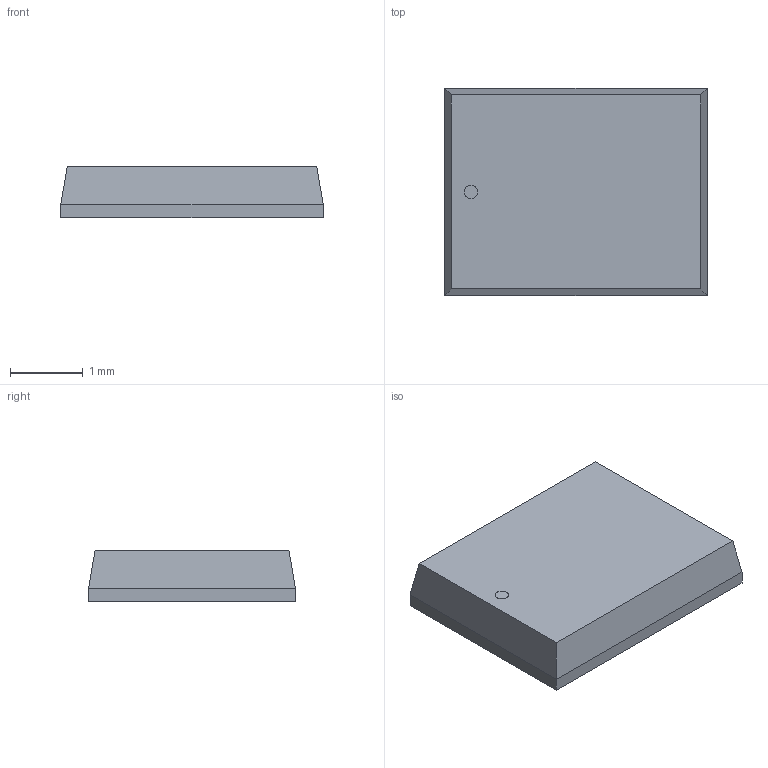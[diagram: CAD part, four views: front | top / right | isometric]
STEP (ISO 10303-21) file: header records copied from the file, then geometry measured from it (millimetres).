
FILE_DESCRIPTION(('STEP AP214'),'1');
FILE_NAME('LED_L128-2780EA3500001_LUL','2023-07-26T11:55:53',(''),(''),'','','');
FILE_SCHEMA(('AUTOMOTIVE_DESIGN'));
Length unit declared in the file: millimetre
Products named in the file (1): product
Bounding box: 3.61 x 2.84 x 0.71 mm (x, y, z)
Volume: 7 mm3; surface area: 28.5 mm2
Topology: 2 solids, 3 shells, 13 faces, 23 edges, 14 vertices
Faces by surface type: plane 12, cylinder 1
Full cylindrical faces by diameter (mm): 0.18 x1
Entity records: 469 total; most frequent: DIRECTION 54, ORIENTED_EDGE 44, CARTESIAN_POINT 31, EDGE_CURVE 22, LINE 20, VECTOR 20, AXIS2_PLACEMENT_3D 17, PRESENTATION_STYLE_ASSIGNMENT 17
